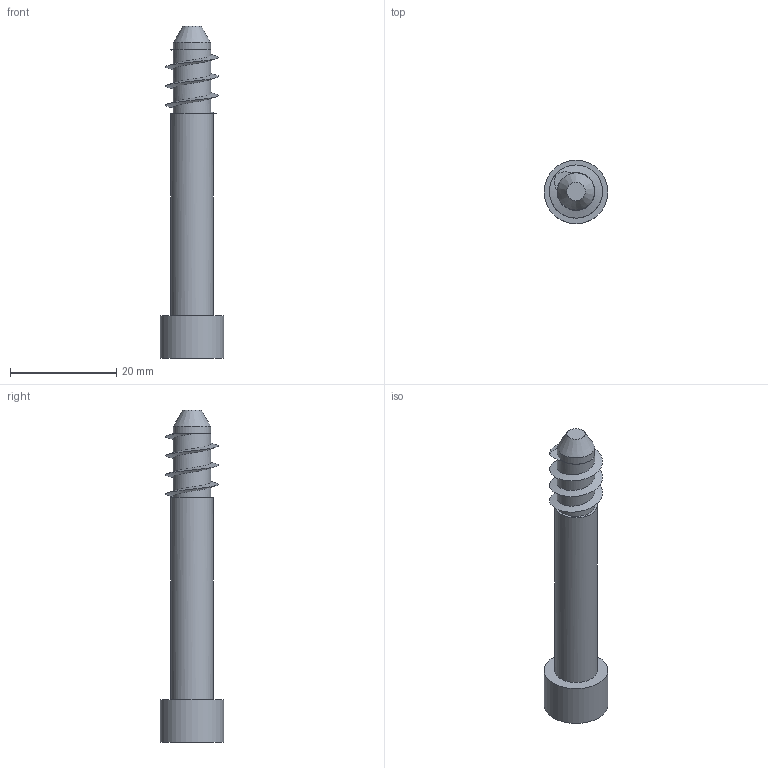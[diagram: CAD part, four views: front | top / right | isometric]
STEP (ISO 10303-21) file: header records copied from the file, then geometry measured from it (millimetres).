
FILE_DESCRIPTION(/* description */ (''),/* implementation_level */ '2;1');
FILE_NAME(/* name */ 'Schraube Kasten NB v10.stp',/* time_stamp */ '2022-09-22T11:52:10+02:00',/* author */ (''),/* organization */ (''),/* preprocessor_version */ 'ST-DEVELOPER v19',/* originating_system */ 'Autodesk Translation Framework v11.7.0.108',/* authorisation */ '');
FILE_SCHEMA (('AUTOMOTIVE_DESIGN { 1 0 10303 214 3 1 1 }'));
Length unit declared in the file: millimetre
Products named in the file (1): Schraube Kasten  NB
Bounding box: 12 x 12 x 62.5 mm (x, y, z)
Volume: 3337.1 mm3; surface area: 2111.3 mm2
Topology: 1 solids, 1 shells, 24 faces, 55 edges, 36 vertices
Faces by surface type: plane 13, cylinder 8, bspline 2, cone 1
Full cylindrical faces by diameter (mm): 7 x1, 7.11 x3, 8 x1, 12 x1
Entity records: 1420 total; most frequent: CARTESIAN_POINT 865, ORIENTED_EDGE 110, DIRECTION 98, EDGE_CURVE 55, VERTEX_POINT 36, AXIS2_PLACEMENT_3D 36, EDGE_LOOP 27, LINE 26
